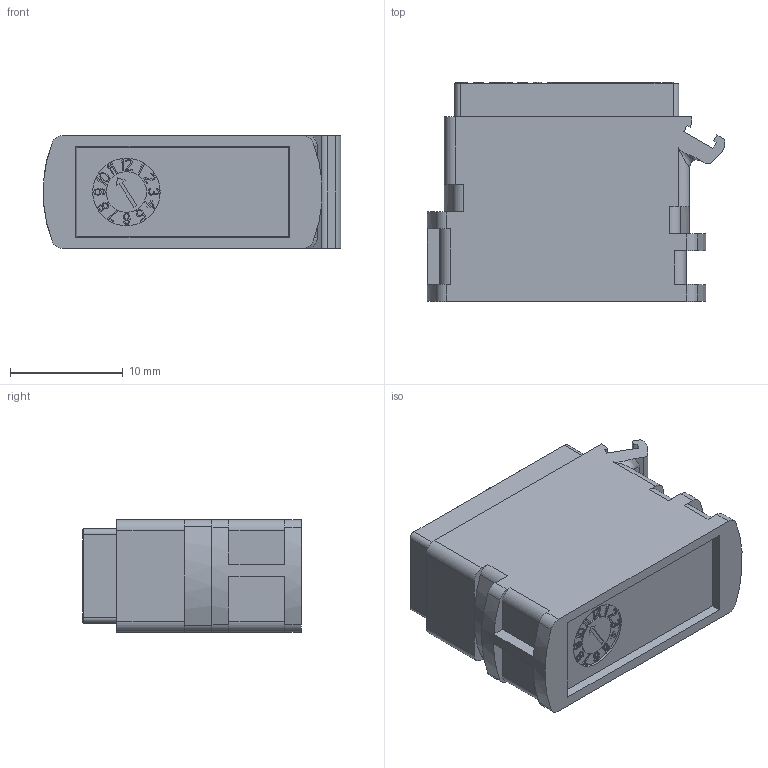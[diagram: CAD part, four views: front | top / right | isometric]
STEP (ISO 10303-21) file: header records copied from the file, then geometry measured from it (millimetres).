
FILE_DESCRIPTION((''),'2;1');
FILE_NAME('00111521102','2020-02-07T',('presta_be4'),(''),'CREO PARAMETRIC BY PTC INC, 2018360','CREO PARAMETRIC BY PTC INC, 2018360','');
FILE_SCHEMA(('CONFIG_CONTROL_DESIGN'));
Products named in the file (1): 00111521102
Bounding box: 26.45 x 19.45 x 10 mm (x, y, z)
Volume: 3041.8 mm3; surface area: 4608.6 mm2
Topology: 1 solids, 3 shells, 3640 faces, 9722 edges, 6130 vertices
Faces by surface type: plane 1554, cylinder 820, bspline 546, cone 406, torus 314
Entity records: 159289 total; most frequent: CARTESIAN_POINT 73359, ORIENTED_EDGE 19388, DIRECTION 15960, EDGE_CURVE 9694, VERTEX_POINT 6130, AXIS2_PLACEMENT_3D 5376, VECTOR 5208, LINE 5208
